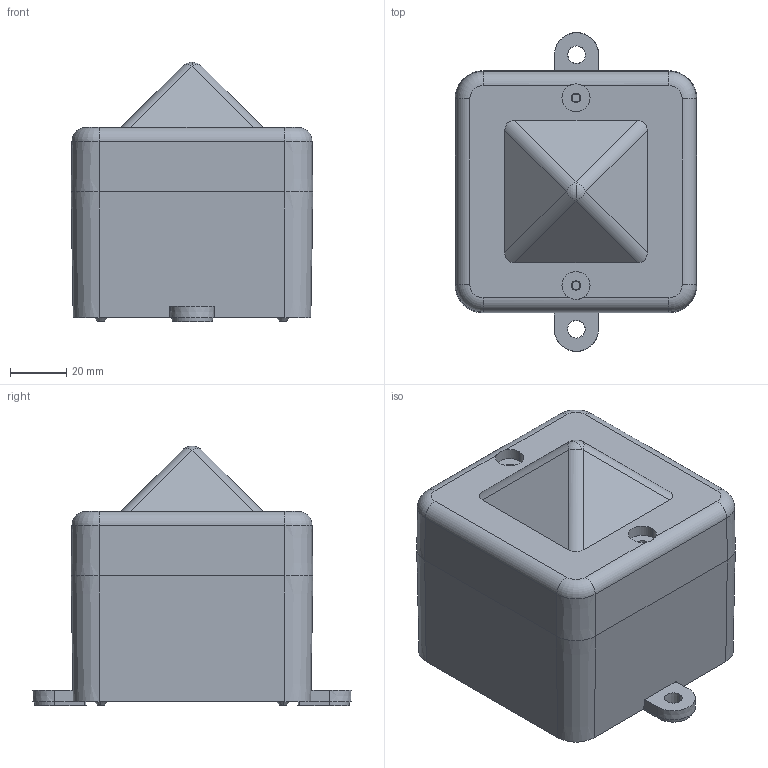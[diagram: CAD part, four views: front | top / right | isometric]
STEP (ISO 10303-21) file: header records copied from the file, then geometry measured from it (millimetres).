
FILE_DESCRIPTION (( 'STEP AP203' ), '1' );
FILE_NAME ('D244-05-401-3D_Issue_A.STEP', '2020-11-25T15:45:04', ( '' ), ( '' ), 'SwSTEP 2.0', 'SolidWorks 2020', '' );
FILE_SCHEMA (( 'CONFIG_CONTROL_DESIGN' ));
Length unit declared in the file: millimetre
Products named in the file (4): D244-05-401-3D_Issue_A; Lug.step; Lens.step; Beacon base.step
Assembly tree (4 placements, depth 2):
  D244-05-401-3D_Issue_A
    Beacon base.step
    Lens.step
    Lug.step  x2
Bounding box: 86.4 x 113.82 x 92.73 mm (x, y, z)
Volume: 116927.9 mm3; surface area: 82609.2 mm2
Topology: 4 solids, 4 shells, 330 faces, 812 edges, 530 vertices
Faces by surface type: plane 162, cylinder 80, cone 76, torus 8, sphere 4
Entity records: 9578 total; most frequent: CARTESIAN_POINT 1822, DIRECTION 1605, ORIENTED_EDGE 1486, EDGE_CURVE 743, AXIS2_PLACEMENT_3D 603, VERTEX_POINT 484, LINE 399, VECTOR 399
